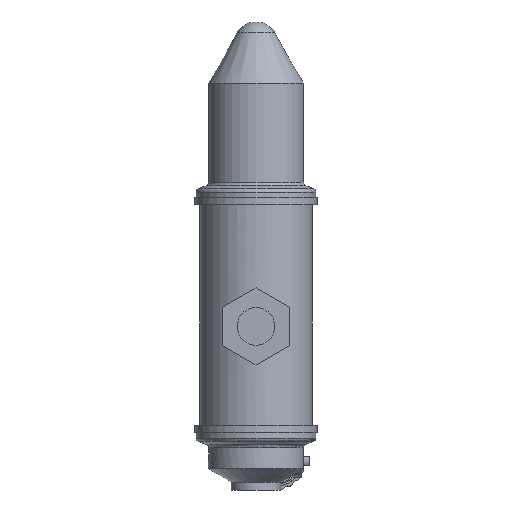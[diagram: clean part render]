
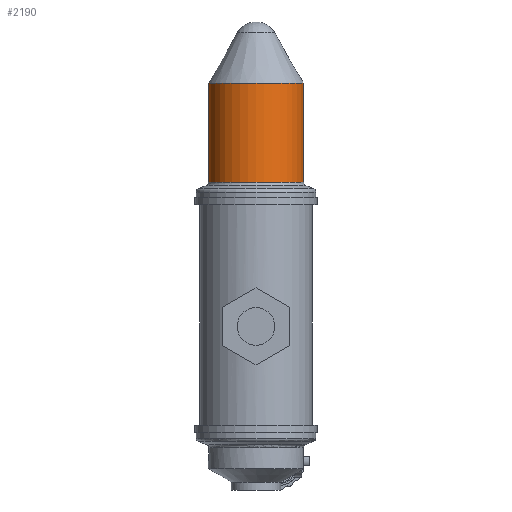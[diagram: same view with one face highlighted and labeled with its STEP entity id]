
A CAD part, left-side view. The second image highlights one B-rep face of the part: STEP entity #2190.
In plain terms, the highlighted cylindrical face has radius 25 mm (diameter 50 mm), a full revolution.
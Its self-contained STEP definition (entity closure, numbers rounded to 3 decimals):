
#56=CYLINDRICAL_SURFACE('',#2371,25.);
#122=FACE_BOUND('',#516,.T.);
#172=CIRCLE('',#2364,25.);
#176=CIRCLE('',#2370,25.);
#345=FACE_OUTER_BOUND('',#515,.T.);
#515=EDGE_LOOP('',(#1615));
#516=EDGE_LOOP('',(#1616));
#986=VERTEX_POINT('',#3759);
#989=VERTEX_POINT('',#3768);
#1224=EDGE_CURVE('',#986,#986,#172,.T.);
#1228=EDGE_CURVE('',#989,#989,#176,.T.);
#1615=ORIENTED_EDGE('',*,*,#1228,.T.);
#1616=ORIENTED_EDGE('',*,*,#1224,.F.);
#2190=ADVANCED_FACE('',(#345,#122),#56,.T.);
#2364=AXIS2_PLACEMENT_3D('',#3760,#2783,#2784);
#2370=AXIS2_PLACEMENT_3D('',#3769,#2795,#2796);
#2371=AXIS2_PLACEMENT_3D('',#3770,#2797,#2798);
#2783=DIRECTION('center_axis',(0.,0.,
1.));
#2784=DIRECTION('ref_axis',(-1.,0.,0.));
#2795=DIRECTION('center_axis',(0.,0.,
1.));
#2796=DIRECTION('ref_axis',(-1.,0.,0.));
#2797=DIRECTION('center_axis',(0.,0.,
1.));
#2798=DIRECTION('ref_axis',(1.,0.,0.));
#3759=CARTESIAN_POINT('',(-25.,0.,183.931));
#3760=CARTESIAN_POINT('Origin',(0.,0.,183.931));
#3768=CARTESIAN_POINT('',(25.,0.,131.858));
#3769=CARTESIAN_POINT('Origin',(0.,0.,131.858));
#3770=CARTESIAN_POINT('Origin',(0.,0.,157.894));
